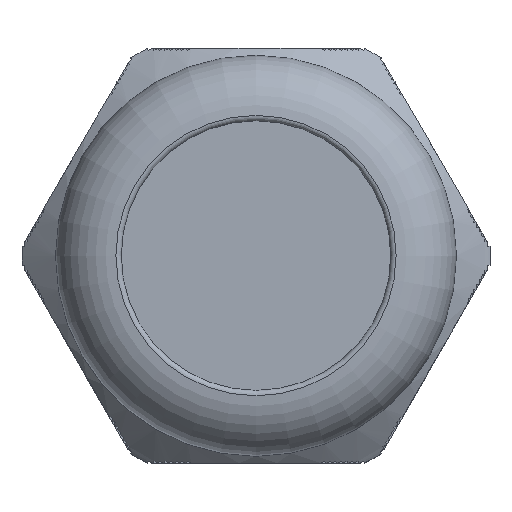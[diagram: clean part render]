
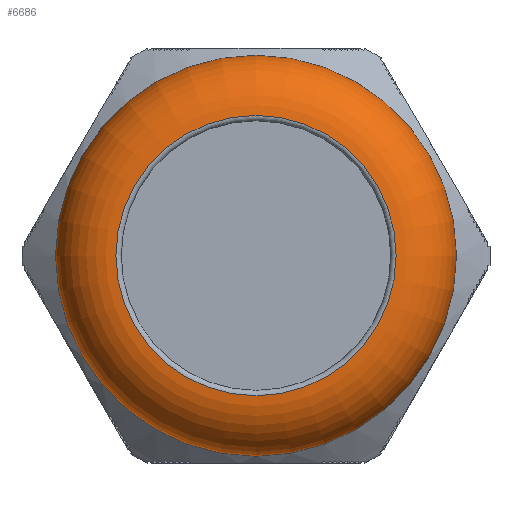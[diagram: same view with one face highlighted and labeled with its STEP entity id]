
A CAD part, top view. The second image highlights one B-rep face of the part: STEP entity #6686.
In plain terms, the highlighted toroidal (fillet/blend) face has major radius 20 mm and minor radius 9 mm.
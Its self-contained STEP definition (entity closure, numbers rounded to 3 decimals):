
#1785=CARTESIAN_POINT('',(20.273,0.,55.138));
#1786=VERTEX_POINT('',#1785);
#1787=CARTESIAN_POINT('',(0.0,0.0,55.138));
#1788=DIRECTION('',(0.0,0.0,1.0));
#1789=DIRECTION('',(-1.0,0.0,0.0));
#1790=AXIS2_PLACEMENT_3D('',#1787,#1788,#1789);
#1791=CIRCLE('',#1790,20.273);
#1792=EDGE_CURVE('',#1786,#1786,#1791,.T.);
#6667=CARTESIAN_POINT('',(0.0,0.0,46.142));
#6668=DIRECTION('',(0.0,0.0,-1.0));
#6669=DIRECTION('',(-1.0,0.0,0.0));
#6670=AXIS2_PLACEMENT_3D('',#6667,#6668,#6669);
#6671=TOROIDAL_SURFACE('',#6670,20.,9.0);
#6672=ORIENTED_EDGE('',*,*,#1792,.F.);
#6673=EDGE_LOOP('',(#6672));
#6674=FACE_OUTER_BOUND('',#6673,.T.);
#6675=CARTESIAN_POINT('',(29.,0.,46.142));
#6676=VERTEX_POINT('',#6675);
#6677=CARTESIAN_POINT('',(0.0,0.0,46.142));
#6678=DIRECTION('',(0.0,0.0,1.0));
#6679=DIRECTION('',(-1.0,0.0,0.0));
#6680=AXIS2_PLACEMENT_3D('',#6677,#6678,#6679);
#6681=CIRCLE('',#6680,29.);
#6682=EDGE_CURVE('',#6676,#6676,#6681,.T.);
#6683=ORIENTED_EDGE('',*,*,#6682,.T.);
#6684=EDGE_LOOP('',(#6683));
#6685=FACE_BOUND('',#6684,.T.);
#6686=ADVANCED_FACE('',(#6674,#6685),#6671,.T.);
